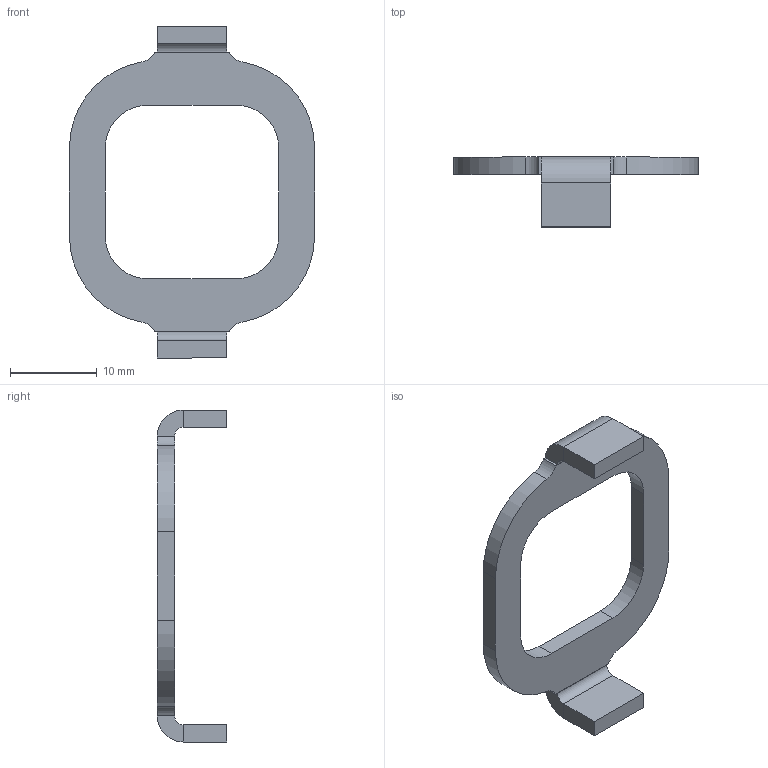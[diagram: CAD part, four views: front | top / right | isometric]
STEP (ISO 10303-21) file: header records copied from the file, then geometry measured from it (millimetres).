
FILE_DESCRIPTION(/* description */ (''),/* implementation_level */ '2;1');
FILE_NAME(/* name */ '140227',/* time_stamp */ '2014-12-24T11:26:27+01:00',/* author */ (''),/* organization */ (''),/* preprocessor_version */ 'ST-DEVELOPER v14',/* originating_system */ 'HiCAD 2013 1802.4 Build 509',/* authorisation */ '');
FILE_SCHEMA (('AUTOMOTIVE_DESIGN { 1 0 10303 214 1 1 1 1 }'));
Length unit declared in the file: millimetre
Products named in the file (7): Root; 140227Borgplaat, sleuf 8BOIKON; Bend zone; Sheet flange
Assembly tree (6 placements, depth 3):
  Root
    140227Borgplaat, sleuf 8BOIKON
      Bend zone
      Sheet flange
      Bend zone
      Sheet flange
      Sheet flange
Bounding box: 28.2 x 8 x 38.2 mm (x, y, z)
Volume: 1072.7 mm3; surface area: 1611.6 mm2
Topology: 5 solids, 5 shells, 47 faces, 111 edges, 75 vertices
Faces by surface type: plane 31, cylinder 16
Entity records: 2621 total; most frequent: DIRECTION 261, CARTESIAN_POINT 245, PRESENTATION_STYLE_ASSIGNMENT 227, COLOUR_RGB 223, DRAUGHTING_PRE_DEFINED_CURVE_FONT 222, CURVE_STYLE 222, OVER_RIDING_STYLED_ITEM 222, ORIENTED_EDGE 222
